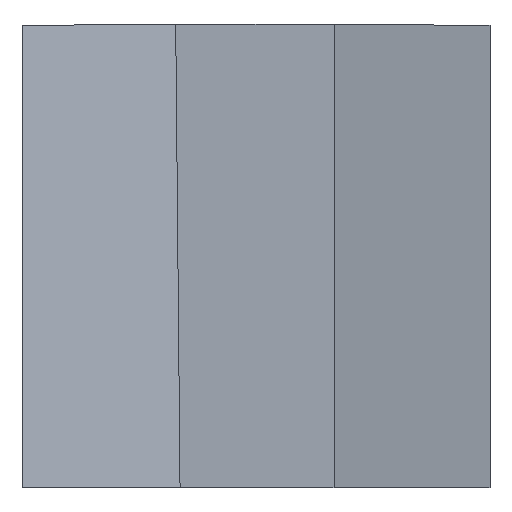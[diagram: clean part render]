
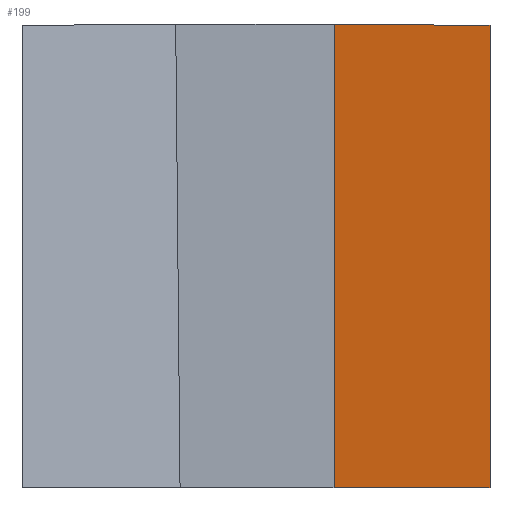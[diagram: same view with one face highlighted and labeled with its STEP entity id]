
A CAD part, top view. The second image highlights one B-rep face of the part: STEP entity #199.
In plain terms, the highlighted planar face has unit normal (-0.174, 0, 0.985).
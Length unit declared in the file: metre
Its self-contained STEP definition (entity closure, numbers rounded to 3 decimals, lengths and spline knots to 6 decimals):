
#45=ORIENTED_EDGE('',*,*,#83,.F.);
#46=ORIENTED_EDGE('',*,*,#86,.F.);
#47=ORIENTED_EDGE('',*,*,#67,.F.);
#48=ORIENTED_EDGE('',*,*,#80,.F.);
#67=EDGE_CURVE('',#93,#94,#110,.T.);
#80=EDGE_CURVE('',#102,#93,#123,.T.);
#83=EDGE_CURVE('',#104,#102,#126,.T.);
#86=EDGE_CURVE('',#94,#104,#129,.T.);
#93=VERTEX_POINT('',#285);
#94=VERTEX_POINT('',#287);
#102=VERTEX_POINT('',#311);
#104=VERTEX_POINT('',#317);
#110=LINE('',#286,#136);
#123=LINE('',#313,#149);
#126=LINE('',#319,#152);
#129=LINE('',#324,#155);
#136=VECTOR('',#234,1.);
#149=VECTOR('',#255,1.);
#152=VECTOR('',#260,1.);
#155=VECTOR('',#265,1.);
#166=EDGE_LOOP('',(#45,#46,#47,#48));
#177=FACE_BOUND('',#166,.T.);
#188=PLANE('',#223);
#199=ADVANCED_FACE('',(#177),#188,.T.);
#223=AXIS2_PLACEMENT_3D('',#326,#267,#268);
#234=DIRECTION('',(-0.985,0.,-0.174));
#255=DIRECTION('',(0.,-1.,0.));
#260=DIRECTION('',(0.985,-0.009,0.174));
#265=DIRECTION('',(0.,1.,0.));
#267=DIRECTION('',(-0.174,0.,0.985));
#268=DIRECTION('',(0.,1.,0.));
#285=CARTESIAN_POINT('',(0.032018,-0.03162,0.00386));
#286=CARTESIAN_POINT('',(0.023949,-0.03162,0.002437));
#287=CARTESIAN_POINT('',(0.010673,-0.03162,0.000096));
#311=CARTESIAN_POINT('',(0.032018,0.03162,0.00386));
#313=CARTESIAN_POINT('',(0.032018,0.,0.00386));
#317=CARTESIAN_POINT('',(0.010673,0.03182,0.000096));
#319=CARTESIAN_POINT('',(0.023948,0.031696,0.002437));
#324=CARTESIAN_POINT('',(0.010673,0.03182,0.000096));
#326=CARTESIAN_POINT('',(0.107673,0.,0.0172));
